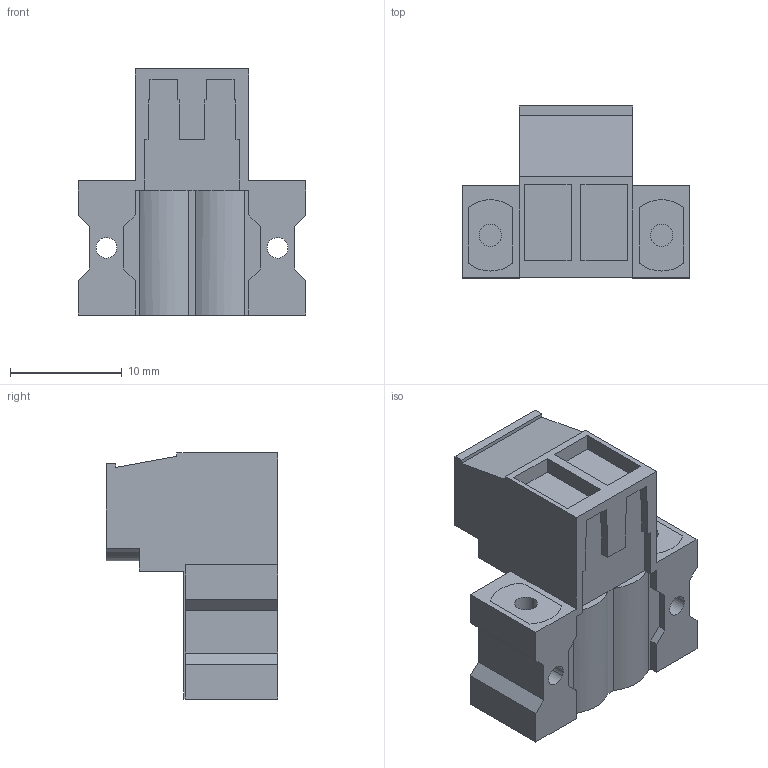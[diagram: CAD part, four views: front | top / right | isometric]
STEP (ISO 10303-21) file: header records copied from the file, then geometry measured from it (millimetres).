
FILE_DESCRIPTION(('CATIA V5 STEP Exchange','CAx-IF Rec.Pracs.--- Model Styling and Organization---1.2---2011-12-15'),'2;1');
FILE_NAME ('D1457463_0_1846360000_1846360000.stp','2017-05-17T12:00:40+00:00',('none'),('Weidmueller'),'CATIA Version 5-6 Release 2014','CATIA V5 STEP AP214','none');
FILE_SCHEMA(('AUTOMOTIVE_DESIGN { 1 0 10303 214 1 1 1 1 }'));
Length unit declared in the file: millimetre
Products named in the file (1): 1846360000
Bounding box: 20.42 x 15.38 x 22.05 mm (x, y, z)
Volume: 2612.9 mm3; surface area: 2967.5 mm2
Topology: 9 solids, 9 shells, 262 faces, 686 edges, 457 vertices
Faces by surface type: plane 200, cylinder 54, extrusion 8
Entity records: 7821 total; most frequent: CARTESIAN_POINT 1608, ORIENTED_EDGE 1372, DIRECTION 1044, EDGE_CURVE 686, VECTOR 554, LINE 546, VERTEX_POINT 457, AXIS2_PLACEMENT_3D 305
